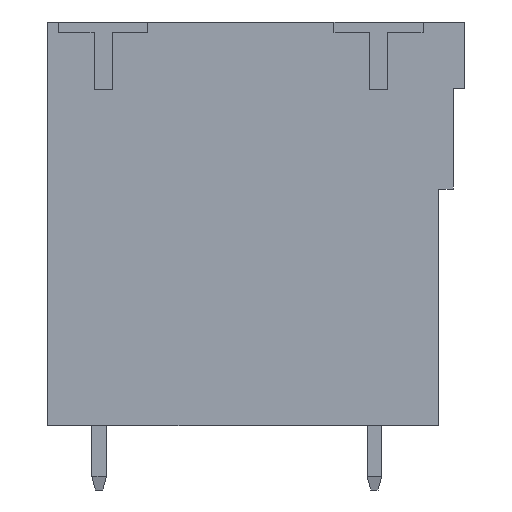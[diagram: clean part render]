
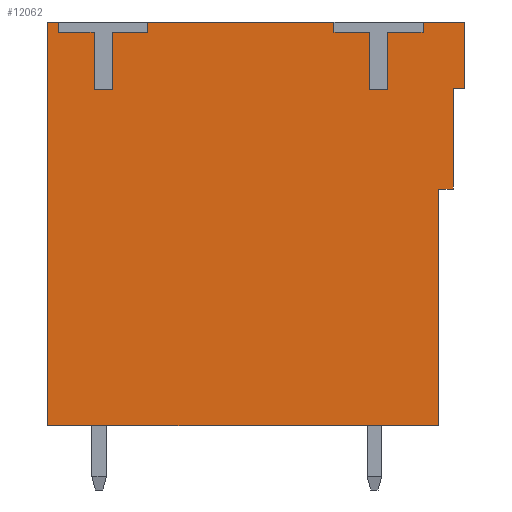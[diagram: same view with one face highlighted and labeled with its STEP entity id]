
A CAD part, left-side view. The second image highlights one B-rep face of the part: STEP entity #12062.
In plain terms, the highlighted planar face has unit normal (-1, 0, 0).
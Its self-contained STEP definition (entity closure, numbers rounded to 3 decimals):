
#2896=ORIENTED_EDGE('',*,*,#3778,.T.);
#2897=ORIENTED_EDGE('',*,*,#3590,.T.);
#2898=ORIENTED_EDGE('',*,*,#3594,.T.);
#2899=ORIENTED_EDGE('',*,*,#3612,.T.);
#2900=ORIENTED_EDGE('',*,*,#3609,.T.);
#2901=ORIENTED_EDGE('',*,*,#3606,.T.);
#2902=ORIENTED_EDGE('',*,*,#3603,.T.);
#2903=ORIENTED_EDGE('',*,*,#3600,.T.);
#2904=ORIENTED_EDGE('',*,*,#3785,.T.);
#2905=ORIENTED_EDGE('',*,*,#4937,.T.);
#2906=ORIENTED_EDGE('',*,*,#4939,.T.);
#2907=ORIENTED_EDGE('',*,*,#4941,.T.);
#2908=ORIENTED_EDGE('',*,*,#4943,.T.);
#2909=ORIENTED_EDGE('',*,*,#4945,.T.);
#2910=ORIENTED_EDGE('',*,*,#4947,.T.);
#2911=ORIENTED_EDGE('',*,*,#4948,.T.);
#2912=ORIENTED_EDGE('',*,*,#3782,.T.);
#2913=ORIENTED_EDGE('',*,*,#4950,.T.);
#2914=ORIENTED_EDGE('',*,*,#4952,.T.);
#2915=ORIENTED_EDGE('',*,*,#4954,.T.);
#2916=ORIENTED_EDGE('',*,*,#4956,.T.);
#2917=ORIENTED_EDGE('',*,*,#4958,.T.);
#2918=ORIENTED_EDGE('',*,*,#4960,.T.);
#2919=ORIENTED_EDGE('',*,*,#4961,.T.);
#3590=EDGE_CURVE('',#5293,#5292,#6398,.T.);
#3594=EDGE_CURVE('',#5292,#5295,#6402,.T.);
#3600=EDGE_CURVE('',#5301,#5300,#6408,.T.);
#3603=EDGE_CURVE('',#5303,#5301,#6411,.T.);
#3606=EDGE_CURVE('',#5305,#5303,#6414,.T.);
#3609=EDGE_CURVE('',#5307,#5305,#6417,.T.);
#3612=EDGE_CURVE('',#5295,#5307,#6420,.T.);
#3778=EDGE_CURVE('',#5465,#5293,#6582,.T.);
#3782=EDGE_CURVE('',#5469,#5468,#6586,.T.);
#3785=EDGE_CURVE('',#5300,#5470,#6589,.T.);
#4937=EDGE_CURVE('',#5470,#6168,#7665,.T.);
#4939=EDGE_CURVE('',#6168,#6169,#7667,.T.);
#4941=EDGE_CURVE('',#6169,#6170,#7669,.T.);
#4943=EDGE_CURVE('',#6170,#6171,#7671,.T.);
#4945=EDGE_CURVE('',#6171,#6172,#7673,.T.);
#4947=EDGE_CURVE('',#6172,#6173,#7675,.T.);
#4948=EDGE_CURVE('',#6173,#5469,#7676,.T.);
#4950=EDGE_CURVE('',#5468,#6174,#7678,.T.);
#4952=EDGE_CURVE('',#6174,#6175,#7680,.T.);
#4954=EDGE_CURVE('',#6175,#6176,#7682,.T.);
#4956=EDGE_CURVE('',#6176,#6177,#7684,.T.);
#4958=EDGE_CURVE('',#6177,#6178,#7686,.T.);
#4960=EDGE_CURVE('',#6178,#6179,#7688,.T.);
#4961=EDGE_CURVE('',#6179,#5465,#7689,.T.);
#5292=VERTEX_POINT('',#16008);
#5293=VERTEX_POINT('',#16010);
#5295=VERTEX_POINT('',#16016);
#5300=VERTEX_POINT('',#16028);
#5301=VERTEX_POINT('',#16030);
#5303=VERTEX_POINT('',#16036);
#5305=VERTEX_POINT('',#16042);
#5307=VERTEX_POINT('',#16048);
#5465=VERTEX_POINT('',#16388);
#5468=VERTEX_POINT('',#16394);
#5469=VERTEX_POINT('',#16396);
#5470=VERTEX_POINT('',#16399);
#6168=VERTEX_POINT('',#18713);
#6169=VERTEX_POINT('',#18717);
#6170=VERTEX_POINT('',#18721);
#6171=VERTEX_POINT('',#18725);
#6172=VERTEX_POINT('',#18729);
#6173=VERTEX_POINT('',#18733);
#6174=VERTEX_POINT('',#18739);
#6175=VERTEX_POINT('',#18743);
#6176=VERTEX_POINT('',#18747);
#6177=VERTEX_POINT('',#18751);
#6178=VERTEX_POINT('',#18755);
#6179=VERTEX_POINT('',#18759);
#6398=LINE('',#16009,#8020);
#6402=LINE('',#16017,#8024);
#6408=LINE('',#16029,#8030);
#6411=LINE('',#16035,#8033);
#6414=LINE('',#16041,#8036);
#6417=LINE('',#16047,#8039);
#6420=LINE('',#16052,#8042);
#6582=LINE('',#16387,#8204);
#6586=LINE('',#16395,#8208);
#6589=LINE('',#16400,#8211);
#7665=LINE('',#18714,#9287);
#7667=LINE('',#18718,#9289);
#7669=LINE('',#18722,#9291);
#7671=LINE('',#18726,#9293);
#7673=LINE('',#18730,#9295);
#7675=LINE('',#18734,#9297);
#7676=LINE('',#18736,#9298);
#7678=LINE('',#18740,#9300);
#7680=LINE('',#18744,#9302);
#7682=LINE('',#18748,#9304);
#7684=LINE('',#18752,#9306);
#7686=LINE('',#18756,#9308);
#7688=LINE('',#18760,#9310);
#7689=LINE('',#18762,#9311);
#8020=VECTOR('',#12952,1000.);
#8024=VECTOR('',#12958,1000.);
#8030=VECTOR('',#12966,1000.);
#8033=VECTOR('',#12971,1000.);
#8036=VECTOR('',#12976,1000.);
#8039=VECTOR('',#12981,1000.);
#8042=VECTOR('',#12986,1000.);
#8204=VECTOR('',#13180,1000.);
#8208=VECTOR('',#13184,1000.);
#8211=VECTOR('',#13187,1000.);
#9287=VECTOR('',#15343,1000.);
#9289=VECTOR('',#15347,1000.);
#9291=VECTOR('',#15351,1000.);
#9293=VECTOR('',#15355,1000.);
#9295=VECTOR('',#15359,1000.);
#9297=VECTOR('',#15363,1000.);
#9298=VECTOR('',#15366,1000.);
#9300=VECTOR('',#15370,1000.);
#9302=VECTOR('',#15374,1000.);
#9304=VECTOR('',#15378,1000.);
#9306=VECTOR('',#15382,1000.);
#9308=VECTOR('',#15386,1000.);
#9310=VECTOR('',#15390,1000.);
#9311=VECTOR('',#15393,1000.);
#10156=EDGE_LOOP('',(#2896,#2897,#2898,#2899,#2900,#2901,#2902,#2903,#2904,
#2905,#2906,#2907,#2908,#2909,#2910,#2911,#2912,#2913,#2914,#2915,#2916,
#2917,#2918,#2919));
#10830=FACE_BOUND('',#10156,.T.);
#11444=PLANE('',#12798);
#12062=ADVANCED_FACE('',(#10830),#11444,.T.);
#12798=AXIS2_PLACEMENT_3D('',#18763,#15394,#15395);
#12952=DIRECTION('',(0.,0.,-1.));
#12958=DIRECTION('',(0.,-1.,0.));
#12966=DIRECTION('',(0.,0.,1.));
#12971=DIRECTION('',(0.,-1.,0.));
#12976=DIRECTION('',(0.,0.,1.));
#12981=DIRECTION('',(0.,-1.,0.));
#12986=DIRECTION('',(0.,0.,1.));
#13180=DIRECTION('',(0.,1.,0.));
#13184=DIRECTION('',(0.,1.,0.));
#13187=DIRECTION('',(0.,1.,0.));
#15343=DIRECTION('',(0.,0.,-1.));
#15347=DIRECTION('',(0.,1.,0.));
#15351=DIRECTION('',(0.,0.,-1.));
#15355=DIRECTION('',(0.,1.,0.));
#15359=DIRECTION('',(0.,0.,1.));
#15363=DIRECTION('',(0.,1.,0.));
#15366=DIRECTION('',(0.,0.,1.));
#15370=DIRECTION('',(0.,0.,-1.));
#15374=DIRECTION('',(0.,1.,0.));
#15378=DIRECTION('',(0.,0.,-1.));
#15382=DIRECTION('',(0.,1.,0.));
#15386=DIRECTION('',(0.,0.,1.));
#15390=DIRECTION('',(0.,1.,0.));
#15393=DIRECTION('',(0.,0.,1.));
#15394=DIRECTION('',(-1.,0.,0.));
#15395=DIRECTION('',(0.,0.,1.));
#16008=CARTESIAN_POINT('',(-8.115,11.35,-22.));
#16009=CARTESIAN_POINT('',(-8.115,11.35,0.));
#16010=CARTESIAN_POINT('',(-8.115,11.35,0.));
#16016=CARTESIAN_POINT('',(-8.115,-9.95,-22.));
#16017=CARTESIAN_POINT('',(-8.115,11.35,-22.));
#16028=CARTESIAN_POINT('',(-8.115,-11.35,0.));
#16029=CARTESIAN_POINT('',(-8.115,-11.35,-3.6));
#16030=CARTESIAN_POINT('',(-8.115,-11.35,-3.6));
#16035=CARTESIAN_POINT('',(-8.115,-10.75,-3.6));
#16036=CARTESIAN_POINT('',(-8.115,-10.75,-3.6));
#16041=CARTESIAN_POINT('',(-8.115,-10.75,-9.1));
#16042=CARTESIAN_POINT('',(-8.115,-10.75,-9.1));
#16047=CARTESIAN_POINT('',(-8.115,-9.95,-9.1));
#16048=CARTESIAN_POINT('',(-8.115,-9.95,-9.1));
#16052=CARTESIAN_POINT('',(-8.115,-9.95,-22.));
#16387=CARTESIAN_POINT('',(-8.115,10.75,0.));
#16388=CARTESIAN_POINT('',(-8.115,10.75,0.));
#16394=CARTESIAN_POINT('',(-8.115,5.9,0.));
#16395=CARTESIAN_POINT('',(-8.115,-4.25,0.));
#16396=CARTESIAN_POINT('',(-8.115,-4.25,0.));
#16399=CARTESIAN_POINT('',(-8.115,-9.1,0.));
#16400=CARTESIAN_POINT('',(-8.115,-11.35,0.));
#18713=CARTESIAN_POINT('',(-8.115,-9.1,-0.55));
#18714=CARTESIAN_POINT('',(-8.115,-9.1,0.));
#18717=CARTESIAN_POINT('',(-8.115,-7.175,-0.55));
#18718=CARTESIAN_POINT('',(-8.115,-9.1,-0.55));
#18721=CARTESIAN_POINT('',(-8.115,-7.175,-3.7));
#18722=CARTESIAN_POINT('',(-8.115,-7.175,-0.55));
#18725=CARTESIAN_POINT('',(-8.115,-6.175,-3.7));
#18726=CARTESIAN_POINT('',(-8.115,-7.175,-3.7));
#18729=CARTESIAN_POINT('',(-8.115,-6.175,-0.55));
#18730=CARTESIAN_POINT('',(-8.115,-6.175,-3.7));
#18733=CARTESIAN_POINT('',(-8.115,-4.25,-0.55));
#18734=CARTESIAN_POINT('',(-8.115,-6.175,-0.55));
#18736=CARTESIAN_POINT('',(-8.115,-4.25,-0.55));
#18739=CARTESIAN_POINT('',(-8.115,5.9,-0.55));
#18740=CARTESIAN_POINT('',(-8.115,5.9,0.));
#18743=CARTESIAN_POINT('',(-8.115,7.825,-0.55));
#18744=CARTESIAN_POINT('',(-8.115,5.9,-0.55));
#18747=CARTESIAN_POINT('',(-8.115,7.825,-3.7));
#18748=CARTESIAN_POINT('',(-8.115,7.825,-0.55));
#18751=CARTESIAN_POINT('',(-8.115,8.825,-3.7));
#18752=CARTESIAN_POINT('',(-8.115,7.825,-3.7));
#18755=CARTESIAN_POINT('',(-8.115,8.825,-0.55));
#18756=CARTESIAN_POINT('',(-8.115,8.825,-3.7));
#18759=CARTESIAN_POINT('',(-8.115,10.75,-0.55));
#18760=CARTESIAN_POINT('',(-8.115,8.825,-0.55));
#18762=CARTESIAN_POINT('',(-8.115,10.75,-0.55));
#18763=CARTESIAN_POINT('',(-8.115,0.,0.));
